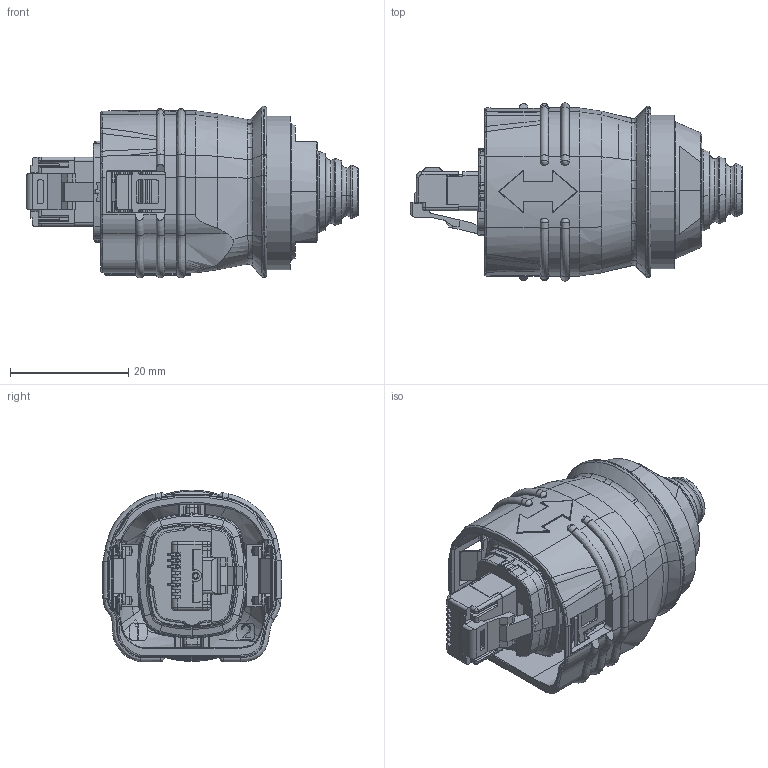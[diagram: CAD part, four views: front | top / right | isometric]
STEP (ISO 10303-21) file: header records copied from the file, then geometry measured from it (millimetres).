
FILE_DESCRIPTION (( 'STEP AP203' ), '1' );
FILE_NAME ('Customer-BB3021A39(82-00860).STEP', '2021-11-09T18:21:01', ( '' ), ( '' ), 'SwSTEP 2.0', 'SolidWorks 2018', '' );
FILE_SCHEMA (( 'CONFIG_CONTROL_DESIGN' ));
Length unit declared in the file: millimetre
Products named in the file (1): Customer-BB3021A39(82-00860)
Bounding box: 56.14 x 30.12 x 29.05 mm (x, y, z)
Volume: 16805.8 mm3; surface area: 13619.5 mm2
Topology: 1 solids, 34 shells, 2416 faces, 6272 edges, 3888 vertices
Faces by surface type: plane 922, cylinder 665, bspline 286, torus 253, cone 217, sphere 73
Entity records: 93953 total; most frequent: CARTESIAN_POINT 37536, ORIENTED_EDGE 12422, DIRECTION 10993, EDGE_CURVE 6211, AXIS2_PLACEMENT_3D 3955, VERTEX_POINT 3880, LINE 3083, VECTOR 3083
